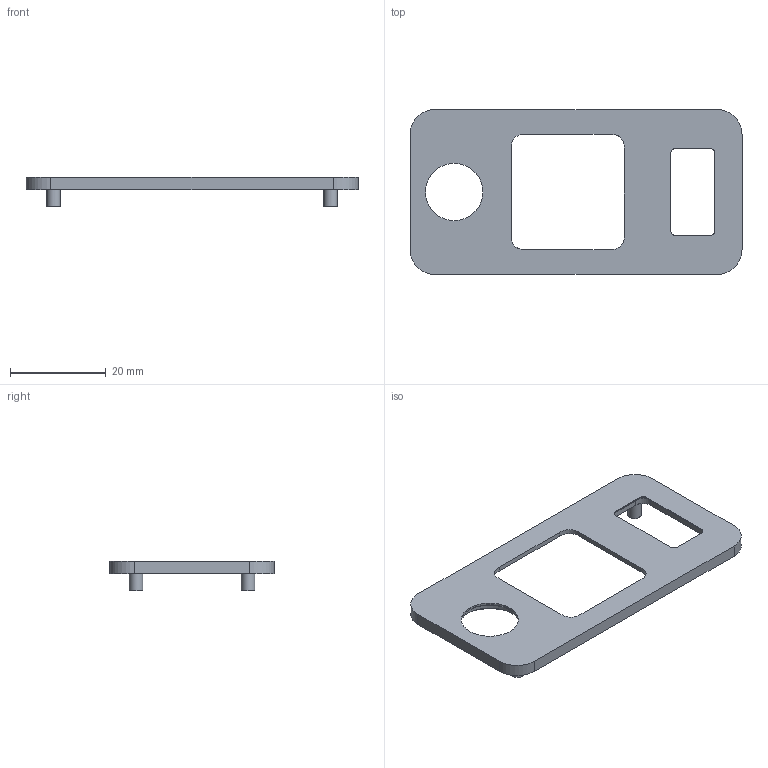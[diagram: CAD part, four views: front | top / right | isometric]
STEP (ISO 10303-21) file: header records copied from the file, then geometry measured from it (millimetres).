
FILE_DESCRIPTION(/* description */ ('STEP AP242','CAx-IF Rec.Pracs.---Representation and Presentation of Product Manufacturing Information (PMI)---4.0---2014-10-13','CAx-IF Rec.Pracs.---3D Tessellated Geometry---0.4---2014-09-14','2;1'),/* implementation_level */ '2;1');
FILE_SCHEMA (('AP242_MANAGED_MODEL_BASED_3D_ENGINEERING_MIM_LF { 1 0 10303 442 1 1 4 }'));
Length unit declared in the file: metre
Products named in the file (1): CoverPlate
Bounding box: 69.5 x 34.5 x 6.2 mm (x, y, z)
Volume: 3207.2 mm3; surface area: 4152.1 mm2
Topology: 1 solids, 1 shells, 58 faces, 142 edges, 92 vertices
Faces by surface type: plane 32, cylinder 17, cone 5, bspline 4
Full cylindrical faces by diameter (mm): 2.8 x4, 12 x1, 13 x1, 15.4 x1
Entity records: 1884 total; most frequent: CARTESIAN_POINT 533, ORIENTED_EDGE 264, DIRECTION 264, EDGE_CURVE 132, AXIS2_PLACEMENT_3D 93, VERTEX_POINT 90, LINE 78, VECTOR 78
